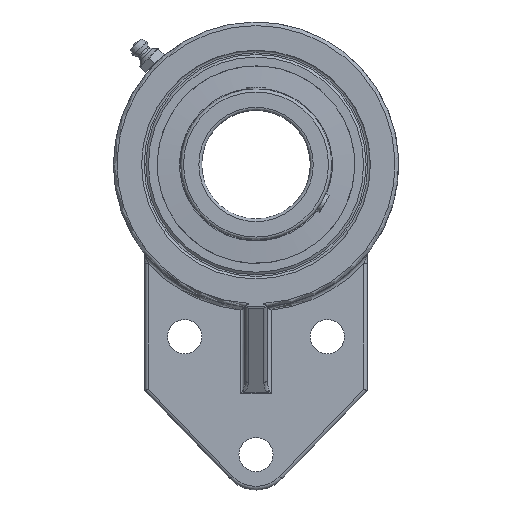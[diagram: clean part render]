
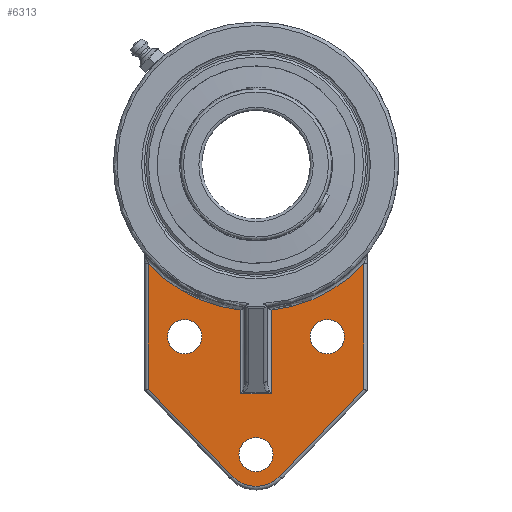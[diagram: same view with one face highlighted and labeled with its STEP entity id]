
A CAD part, top view. The second image highlights one B-rep face of the part: STEP entity #6313.
In plain terms, the highlighted planar face has unit normal (0, 0, 1).
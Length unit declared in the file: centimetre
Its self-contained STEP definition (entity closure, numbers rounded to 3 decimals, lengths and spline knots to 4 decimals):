
#4734=CARTESIAN_POINT('',(-0.527,-8.0363,1.7));
#4735=VERTEX_POINT('',#4734);
#5259=CARTESIAN_POINT('',(0.527,-8.0363,1.7));
#5260=VERTEX_POINT('',#5259);
#5462=CARTESIAN_POINT('',(-4.0397,-8.0363,1.7));
#5463=DIRECTION('',(1.,0.,-0.));
#5464=VECTOR('',#5463,8.0794);
#5465=LINE('',#5462,#5464);
#5466=EDGE_CURVE('',#4735,#5260,#5465,.T.);
#5479=CARTESIAN_POINT('',(0.527,-5.0998,1.7));
#5480=VERTEX_POINT('',#5479);
#5481=CARTESIAN_POINT('',(0.527,-11.5397,1.7));
#5482=DIRECTION('',(-0.,1.,0.));
#5483=VECTOR('',#5482,8.3513);
#5484=LINE('',#5481,#5483);
#5485=EDGE_CURVE('',#5260,#5480,#5484,.T.);
#5516=CARTESIAN_POINT('',(-0.527,-5.0998,1.7));
#5517=VERTEX_POINT('',#5516);
#5535=CARTESIAN_POINT('',(-0.527,-3.1884,1.7));
#5536=DIRECTION('',(0.,-1.,0.));
#5537=VECTOR('',#5536,8.3513);
#5538=LINE('',#5535,#5537);
#5539=EDGE_CURVE('',#5517,#4735,#5538,.T.);
#5552=CARTESIAN_POINT('',(3.773,-3.4714,1.7));
#5553=VERTEX_POINT('',#5552);
#5561=CARTESIAN_POINT('',(3.773,-7.8684,1.7));
#5562=VERTEX_POINT('',#5561);
#5563=CARTESIAN_POINT('',(3.773,-2.9889,1.7));
#5564=DIRECTION('',(0.,-1.,0.));
#5565=VECTOR('',#5564,8.5508);
#5566=LINE('',#5563,#5565);
#5567=EDGE_CURVE('',#5553,#5562,#5566,.T.);
#5845=CARTESIAN_POINT('',(-0.8222,-10.924,1.7));
#5846=VERTEX_POINT('',#5845);
#5854=CARTESIAN_POINT('',(-3.773,-7.8684,1.7));
#5855=VERTEX_POINT('',#5854);
#5856=CARTESIAN_POINT('',(-0.2276,-11.5397,1.7));
#5857=DIRECTION('',(-0.695,0.719,0.));
#5858=VECTOR('',#5857,5.7417);
#5859=LINE('',#5856,#5858);
#5860=EDGE_CURVE('',#5846,#5855,#5859,.T.);
#5885=CARTESIAN_POINT('',(-3.773,-3.4714,1.7));
#5886=VERTEX_POINT('',#5885);
#5903=CARTESIAN_POINT('',(-3.773,-11.5397,1.7));
#5904=DIRECTION('',(0.,1.,-0.));
#5905=VECTOR('',#5904,8.5508);
#5906=LINE('',#5903,#5905);
#5907=EDGE_CURVE('',#5855,#5886,#5906,.T.);
#6152=CARTESIAN_POINT('',(0.8222,-10.924,1.7));
#6153=VERTEX_POINT('',#6152);
#6161=CARTESIAN_POINT('',(0.,-10.13,1.7));
#6162=DIRECTION('',(0.,-0.,-1.));
#6163=DIRECTION('',(0.,-1.,0.));
#6164=AXIS2_PLACEMENT_3D('',#6161,#6162,#6163);
#6165=CIRCLE('',#6164,1.143);
#6166=EDGE_CURVE('',#6153,#5846,#6165,.T.);
#6184=CARTESIAN_POINT('',(4.2161,-7.4095,1.7));
#6185=DIRECTION('',(-0.695,-0.719,0.));
#6186=VECTOR('',#6185,5.7417);
#6187=LINE('',#6184,#6186);
#6188=EDGE_CURVE('',#5562,#6153,#6187,.T.);
#6239=CARTESIAN_POINT('',(0.,0.,1.7));
#6240=DIRECTION('',(0.,0.,1.));
#6241=DIRECTION('',(0.468,-0.884,0.));
#6242=AXIS2_PLACEMENT_3D('',#6239,#6240,#6241);
#6243=CIRCLE('',#6242,5.127);
#6244=EDGE_CURVE('',#5480,#5553,#6243,.T.);
#6257=CARTESIAN_POINT('',(-0.,-3.0168,1.7));
#6258=DIRECTION('',(0.,0.,1.));
#6259=DIRECTION('',(1.,0.,0.));
#6260=AXIS2_PLACEMENT_3D('',#6257,#6258,#6259);
#6261=PLANE('',#6260);
#6262=CARTESIAN_POINT('',(1.9,-6.03,1.7));
#6263=VERTEX_POINT('',#6262);
#6264=CARTESIAN_POINT('',(2.5,-6.03,1.7));
#6265=DIRECTION('',(0.,0.,-1.));
#6266=DIRECTION('',(1.,0.,0.));
#6267=AXIS2_PLACEMENT_3D('',#6264,#6265,#6266);
#6268=CIRCLE('',#6267,0.6);
#6269=EDGE_CURVE('',#6263,#6263,#6268,.T.);
#6270=ORIENTED_EDGE('',*,*,#6269,.T.);
#6271=EDGE_LOOP('',(#6270));
#6272=FACE_BOUND('',#6271,.T.);
#6273=CARTESIAN_POINT('',(-0.6,-10.16,1.7));
#6274=VERTEX_POINT('',#6273);
#6275=CARTESIAN_POINT('',(0.,-10.16,1.7));
#6276=DIRECTION('',(0.,0.,-1.));
#6277=DIRECTION('',(1.,0.,0.));
#6278=AXIS2_PLACEMENT_3D('',#6275,#6276,#6277);
#6279=CIRCLE('',#6278,0.6);
#6280=EDGE_CURVE('',#6274,#6274,#6279,.T.);
#6281=ORIENTED_EDGE('',*,*,#6280,.T.);
#6282=EDGE_LOOP('',(#6281));
#6283=FACE_BOUND('',#6282,.T.);
#6284=CARTESIAN_POINT('',(-3.1,-6.03,1.7));
#6285=VERTEX_POINT('',#6284);
#6286=CARTESIAN_POINT('',(-2.5,-6.03,1.7));
#6287=DIRECTION('',(0.,0.,-1.));
#6288=DIRECTION('',(1.,0.,0.));
#6289=AXIS2_PLACEMENT_3D('',#6286,#6287,#6288);
#6290=CIRCLE('',#6289,0.6);
#6291=EDGE_CURVE('',#6285,#6285,#6290,.T.);
#6292=ORIENTED_EDGE('',*,*,#6291,.T.);
#6293=EDGE_LOOP('',(#6292));
#6294=FACE_BOUND('',#6293,.T.);
#6295=ORIENTED_EDGE('',*,*,#5485,.F.);
#6296=ORIENTED_EDGE('',*,*,#5466,.F.);
#6297=ORIENTED_EDGE('',*,*,#5539,.F.);
#6298=CARTESIAN_POINT('',(0.,0.,1.7));
#6299=DIRECTION('',(0.,0.,1.));
#6300=DIRECTION('',(-0.468,-0.884,0.));
#6301=AXIS2_PLACEMENT_3D('',#6298,#6299,#6300);
#6302=CIRCLE('',#6301,5.127);
#6303=EDGE_CURVE('',#5886,#5517,#6302,.T.);
#6304=ORIENTED_EDGE('',*,*,#6303,.F.);
#6305=ORIENTED_EDGE('',*,*,#5907,.F.);
#6306=ORIENTED_EDGE('',*,*,#5860,.F.);
#6307=ORIENTED_EDGE('',*,*,#6166,.F.);
#6308=ORIENTED_EDGE('',*,*,#6188,.F.);
#6309=ORIENTED_EDGE('',*,*,#5567,.F.);
#6310=ORIENTED_EDGE('',*,*,#6244,.F.);
#6311=EDGE_LOOP('',(#6295,#6296,#6297,#6304,#6305,#6306,#6307,#6308,#6309,#6310));
#6312=FACE_BOUND('',#6311,.T.);
#6313=ADVANCED_FACE('',(#6272,#6283,#6294,#6312),#6261,.T.);
